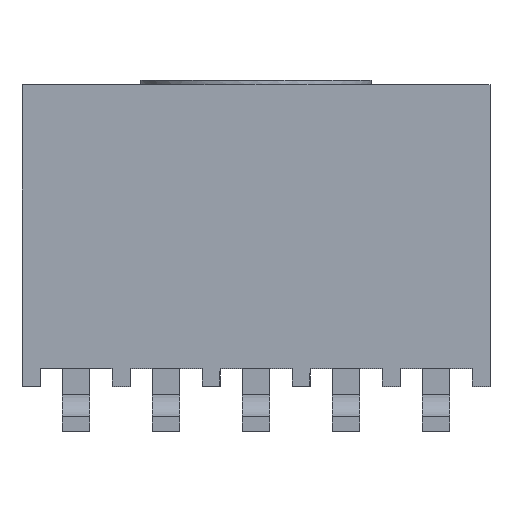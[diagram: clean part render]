
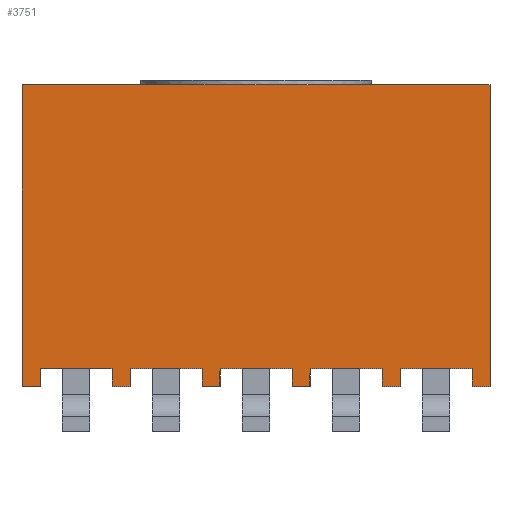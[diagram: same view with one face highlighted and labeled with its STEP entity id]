
A CAD part, top view. The second image highlights one B-rep face of the part: STEP entity #3751.
In plain terms, the highlighted planar face has unit normal (0, 0, 1).
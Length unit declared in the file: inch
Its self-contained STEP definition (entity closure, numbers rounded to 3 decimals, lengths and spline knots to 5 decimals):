
#149=ORIENTED_EDGE('',*,*,#1086,.F.);
#150=ORIENTED_EDGE('',*,*,#1087,.T.);
#151=ORIENTED_EDGE('',*,*,#1088,.F.);
#152=ORIENTED_EDGE('',*,*,#1089,.F.);
#153=ORIENTED_EDGE('',*,*,#1090,.F.);
#154=ORIENTED_EDGE('',*,*,#1043,.F.);
#155=ORIENTED_EDGE('',*,*,#1091,.T.);
#156=ORIENTED_EDGE('',*,*,#1092,.T.);
#157=ORIENTED_EDGE('',*,*,#1093,.F.);
#158=ORIENTED_EDGE('',*,*,#1094,.F.);
#159=ORIENTED_EDGE('',*,*,#1095,.F.);
#160=ORIENTED_EDGE('',*,*,#1096,.T.);
#161=ORIENTED_EDGE('',*,*,#1097,.F.);
#162=ORIENTED_EDGE('',*,*,#1098,.F.);
#163=ORIENTED_EDGE('',*,*,#1099,.F.);
#164=ORIENTED_EDGE('',*,*,#1100,.T.);
#165=ORIENTED_EDGE('',*,*,#1101,.F.);
#166=ORIENTED_EDGE('',*,*,#1102,.F.);
#167=ORIENTED_EDGE('',*,*,#1103,.F.);
#168=ORIENTED_EDGE('',*,*,#1104,.T.);
#169=ORIENTED_EDGE('',*,*,#1105,.F.);
#170=ORIENTED_EDGE('',*,*,#1106,.F.);
#171=ORIENTED_EDGE('',*,*,#1107,.F.);
#172=ORIENTED_EDGE('',*,*,#1108,.T.);
#173=ORIENTED_EDGE('',*,*,#1109,.F.);
#174=ORIENTED_EDGE('',*,*,#1110,.F.);
#1043=EDGE_CURVE('',#1512,#1513,#1821,.T.);
#1086=EDGE_CURVE('',#1554,#1555,#1861,.T.);
#1087=EDGE_CURVE('',#1554,#1556,#1862,.T.);
#1088=EDGE_CURVE('',#1557,#1556,#1863,.T.);
#1089=EDGE_CURVE('',#1558,#1557,#1864,.T.);
#1090=EDGE_CURVE('',#1513,#1558,#1865,.T.);
#1091=EDGE_CURVE('',#1512,#1559,#1866,.T.);
#1092=EDGE_CURVE('',#1559,#1560,#1867,.T.);
#1093=EDGE_CURVE('',#1561,#1560,#1868,.T.);
#1094=EDGE_CURVE('',#1562,#1561,#1869,.T.);
#1095=EDGE_CURVE('',#1563,#1562,#1870,.T.);
#1096=EDGE_CURVE('',#1563,#1564,#1871,.T.);
#1097=EDGE_CURVE('',#1565,#1564,#1872,.T.);
#1098=EDGE_CURVE('',#1566,#1565,#1873,.T.);
#1099=EDGE_CURVE('',#1567,#1566,#1874,.T.);
#1100=EDGE_CURVE('',#1567,#1568,#1875,.T.);
#1101=EDGE_CURVE('',#1569,#1568,#1876,.T.);
#1102=EDGE_CURVE('',#1570,#1569,#1877,.T.);
#1103=EDGE_CURVE('',#1571,#1570,#1878,.T.);
#1104=EDGE_CURVE('',#1571,#1572,#1879,.T.);
#1105=EDGE_CURVE('',#1573,#1572,#1880,.T.);
#1106=EDGE_CURVE('',#1574,#1573,#1881,.T.);
#1107=EDGE_CURVE('',#1575,#1574,#1882,.T.);
#1108=EDGE_CURVE('',#1575,#1576,#1883,.T.);
#1109=EDGE_CURVE('',#1577,#1576,#1884,.T.);
#1110=EDGE_CURVE('',#1555,#1577,#1885,.T.);
#1512=VERTEX_POINT('',#5038);
#1513=VERTEX_POINT('',#5039);
#1554=VERTEX_POINT('',#5125);
#1555=VERTEX_POINT('',#5126);
#1556=VERTEX_POINT('',#5128);
#1557=VERTEX_POINT('',#5130);
#1558=VERTEX_POINT('',#5132);
#1559=VERTEX_POINT('',#5135);
#1560=VERTEX_POINT('',#5137);
#1561=VERTEX_POINT('',#5139);
#1562=VERTEX_POINT('',#5141);
#1563=VERTEX_POINT('',#5143);
#1564=VERTEX_POINT('',#5145);
#1565=VERTEX_POINT('',#5147);
#1566=VERTEX_POINT('',#5149);
#1567=VERTEX_POINT('',#5151);
#1568=VERTEX_POINT('',#5153);
#1569=VERTEX_POINT('',#5155);
#1570=VERTEX_POINT('',#5157);
#1571=VERTEX_POINT('',#5159);
#1572=VERTEX_POINT('',#5161);
#1573=VERTEX_POINT('',#5163);
#1574=VERTEX_POINT('',#5165);
#1575=VERTEX_POINT('',#5167);
#1576=VERTEX_POINT('',#5169);
#1577=VERTEX_POINT('',#5171);
#1821=LINE('',#5037,#2237);
#1861=LINE('',#5124,#2277);
#1862=LINE('',#5127,#2278);
#1863=LINE('',#5129,#2279);
#1864=LINE('',#5131,#2280);
#1865=LINE('',#5133,#2281);
#1866=LINE('',#5134,#2282);
#1867=LINE('',#5136,#2283);
#1868=LINE('',#5138,#2284);
#1869=LINE('',#5140,#2285);
#1870=LINE('',#5142,#2286);
#1871=LINE('',#5144,#2287);
#1872=LINE('',#5146,#2288);
#1873=LINE('',#5148,#2289);
#1874=LINE('',#5150,#2290);
#1875=LINE('',#5152,#2291);
#1876=LINE('',#5154,#2292);
#1877=LINE('',#5156,#2293);
#1878=LINE('',#5158,#2294);
#1879=LINE('',#5160,#2295);
#1880=LINE('',#5162,#2296);
#1881=LINE('',#5164,#2297);
#1882=LINE('',#5166,#2298);
#1883=LINE('',#5168,#2299);
#1884=LINE('',#5170,#2300);
#1885=LINE('',#5172,#2301);
#2237=VECTOR('',#4165,39.37008);
#2277=VECTOR('',#4215,39.37008);
#2278=VECTOR('',#4216,39.37008);
#2279=VECTOR('',#4217,39.37008);
#2280=VECTOR('',#4218,39.37008);
#2281=VECTOR('',#4219,39.37008);
#2282=VECTOR('',#4220,39.37008);
#2283=VECTOR('',#4221,39.37008);
#2284=VECTOR('',#4222,39.37008);
#2285=VECTOR('',#4223,39.37008);
#2286=VECTOR('',#4224,39.37008);
#2287=VECTOR('',#4225,39.37008);
#2288=VECTOR('',#4226,39.37008);
#2289=VECTOR('',#4227,39.37008);
#2290=VECTOR('',#4228,39.37008);
#2291=VECTOR('',#4229,39.37008);
#2292=VECTOR('',#4230,39.37008);
#2293=VECTOR('',#4231,39.37008);
#2294=VECTOR('',#4232,39.37008);
#2295=VECTOR('',#4233,39.37008);
#2296=VECTOR('',#4234,39.37008);
#2297=VECTOR('',#4235,39.37008);
#2298=VECTOR('',#4236,39.37008);
#2299=VECTOR('',#4237,39.37008);
#2300=VECTOR('',#4238,39.37008);
#2301=VECTOR('',#4239,39.37008);
#2657=EDGE_LOOP('',(#149,#150,#151,#152,#153,#154,#155,#156,#157,#158,#159,
#160,#161,#162,#163,#164,#165,#166,#167,#168,#169,#170,#171,#172,#173,#174));
#2855=FACE_BOUND('',#2657,.T.);
#3051=PLANE('',#3938);
#3751=ADVANCED_FACE('',(#2855),#3051,.F.);
#3938=AXIS2_PLACEMENT_3D('',#5123,#4213,#4214);
#4165=DIRECTION('',(1.,0.,0.));
#4213=DIRECTION('',(0.,0.,-1.));
#4214=DIRECTION('',(-1.,0.,0.));
#4215=DIRECTION('',(0.,1.,0.));
#4216=DIRECTION('',(1.,0.,0.));
#4217=DIRECTION('',(0.,-1.,0.));
#4218=DIRECTION('',(1.,0.,0.));
#4219=DIRECTION('',(1.,0.,0.));
#4220=DIRECTION('',(0.,-1.,0.));
#4221=DIRECTION('',(1.,0.,0.));
#4222=DIRECTION('',(0.,-1.,0.));
#4223=DIRECTION('',(-1.,0.,0.));
#4224=DIRECTION('',(0.,1.,0.));
#4225=DIRECTION('',(1.,0.,0.));
#4226=DIRECTION('',(0.,-1.,0.));
#4227=DIRECTION('',(-1.,0.,0.));
#4228=DIRECTION('',(0.,1.,0.));
#4229=DIRECTION('',(1.,0.,0.));
#4230=DIRECTION('',(0.,-1.,0.));
#4231=DIRECTION('',(-1.,0.,0.));
#4232=DIRECTION('',(0.,1.,0.));
#4233=DIRECTION('',(1.,0.,0.));
#4234=DIRECTION('',(0.,-1.,0.));
#4235=DIRECTION('',(-1.,0.,0.));
#4236=DIRECTION('',(0.,1.,0.));
#4237=DIRECTION('',(1.,0.,0.));
#4238=DIRECTION('',(0.,-1.,0.));
#4239=DIRECTION('',(-1.,0.,0.));
#5037=CARTESIAN_POINT('',(-0.26,0.335,0.0975));
#5038=CARTESIAN_POINT('',(-0.26,0.335,0.0975));
#5039=CARTESIAN_POINT('',(-0.08293,0.335,0.0975));
#5123=CARTESIAN_POINT('',(-0.26,0.335,0.0975));
#5124=CARTESIAN_POINT('',(0.24,0.335,0.0975));
#5125=CARTESIAN_POINT('',(0.24,0.,0.0975));
#5126=CARTESIAN_POINT('',(0.24,0.02,0.0975));
#5127=CARTESIAN_POINT('',(-0.26,0.,0.0975));
#5128=CARTESIAN_POINT('',(0.26,0.,0.0975));
#5129=CARTESIAN_POINT('',(0.26,0.335,0.0975));
#5130=CARTESIAN_POINT('',(0.26,0.335,0.0975));
#5131=CARTESIAN_POINT('',(-0.26,0.335,0.0975));
#5132=CARTESIAN_POINT('',(0.08293,0.335,0.0975));
#5133=CARTESIAN_POINT('',(-0.26,0.335,0.0975));
#5134=CARTESIAN_POINT('',(-0.26,0.335,0.0975));
#5135=CARTESIAN_POINT('',(-0.26,0.,0.0975));
#5136=CARTESIAN_POINT('',(-0.26,0.,0.0975));
#5137=CARTESIAN_POINT('',(-0.24,0.,0.0975));
#5138=CARTESIAN_POINT('',(-0.24,0.335,0.0975));
#5139=CARTESIAN_POINT('',(-0.24,0.02,0.0975));
#5140=CARTESIAN_POINT('',(-0.26,0.02,0.0975));
#5141=CARTESIAN_POINT('',(-0.16,0.02,0.0975));
#5142=CARTESIAN_POINT('',(-0.16,0.335,0.0975));
#5143=CARTESIAN_POINT('',(-0.16,0.,0.0975));
#5144=CARTESIAN_POINT('',(-0.26,0.,0.0975));
#5145=CARTESIAN_POINT('',(-0.14,0.,0.0975));
#5146=CARTESIAN_POINT('',(-0.14,0.335,0.0975));
#5147=CARTESIAN_POINT('',(-0.14,0.02,0.0975));
#5148=CARTESIAN_POINT('',(-0.26,0.02,0.0975));
#5149=CARTESIAN_POINT('',(-0.06,0.02,0.0975));
#5150=CARTESIAN_POINT('',(-0.06,0.335,0.0975));
#5151=CARTESIAN_POINT('',(-0.06,0.,0.0975));
#5152=CARTESIAN_POINT('',(-0.26,0.,0.0975));
#5153=CARTESIAN_POINT('',(-0.04,0.,0.0975));
#5154=CARTESIAN_POINT('',(-0.04,0.335,0.0975));
#5155=CARTESIAN_POINT('',(-0.04,0.02,0.0975));
#5156=CARTESIAN_POINT('',(-0.26,0.02,0.0975));
#5157=CARTESIAN_POINT('',(0.04,0.02,0.0975));
#5158=CARTESIAN_POINT('',(0.04,0.335,0.0975));
#5159=CARTESIAN_POINT('',(0.04,0.,0.0975));
#5160=CARTESIAN_POINT('',(-0.26,0.,0.0975));
#5161=CARTESIAN_POINT('',(0.06,0.,0.0975));
#5162=CARTESIAN_POINT('',(0.06,0.335,0.0975));
#5163=CARTESIAN_POINT('',(0.06,0.02,0.0975));
#5164=CARTESIAN_POINT('',(-0.26,0.02,0.0975));
#5165=CARTESIAN_POINT('',(0.14,0.02,0.0975));
#5166=CARTESIAN_POINT('',(0.14,0.335,0.0975));
#5167=CARTESIAN_POINT('',(0.14,0.,0.0975));
#5168=CARTESIAN_POINT('',(-0.26,0.,0.0975));
#5169=CARTESIAN_POINT('',(0.16,0.,0.0975));
#5170=CARTESIAN_POINT('',(0.16,0.335,0.0975));
#5171=CARTESIAN_POINT('',(0.16,0.02,0.0975));
#5172=CARTESIAN_POINT('',(-0.26,0.02,0.0975));
